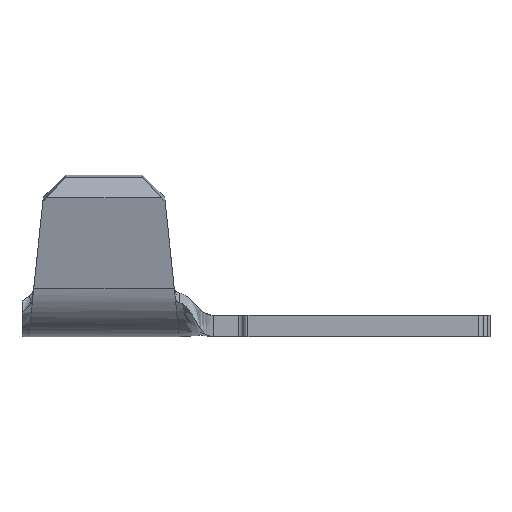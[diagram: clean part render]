
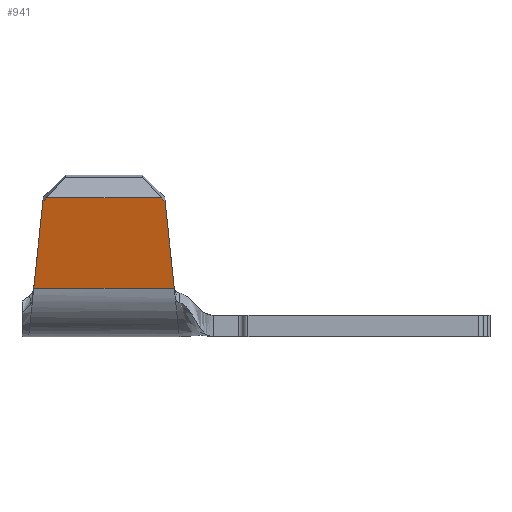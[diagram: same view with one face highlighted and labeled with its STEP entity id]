
A CAD part, top view. The second image highlights one B-rep face of the part: STEP entity #941.
In plain terms, the highlighted planar face has unit normal (0, -0.217, 0.976).
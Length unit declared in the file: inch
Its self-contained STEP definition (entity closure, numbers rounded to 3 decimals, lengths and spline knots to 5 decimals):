
#234 = FACE_OUTER_BOUND ( 'NONE', #861, .T. ) ;
#330 = LINE ( 'NONE', #1332, #5810 ) ;
#351 = DIRECTION ( 'NONE',  ( -0.707, -0.69, -0.153 ) ) ;
#377 = CARTESIAN_POINT ( 'NONE',  ( -0.55814, 0.12688, 0.10198 ) ) ;
#437 = DIRECTION ( 'NONE',  ( 0., -0.976, -0.217 ) ) ;
#449 = EDGE_CURVE ( 'NONE', #4389, #6807, #1598, .T. ) ;
#454 = DIRECTION ( 'NONE',  ( 0., -0.217, 0.976 ) ) ;
#525 = CARTESIAN_POINT ( 'NONE',  ( -0.502, 0.07206, 0.08981 ) ) ;
#577 = DIRECTION ( 'NONE',  ( 1., 0., 0. ) ) ;
#578 = PLANE ( 'NONE',  #2153 ) ;
#613 = CARTESIAN_POINT ( 'NONE',  ( -0.48072, 0.20243, 0.11876 ) ) ;
#762 = LINE ( 'NONE', #2429, #5156 ) ;
#861 = EDGE_LOOP ( 'NONE', ( #1966, #3475, #1361, #5268, #5397, #6677 ) ) ;
#941 = ADVANCED_FACE ( 'NONE', ( #234 ), #578, .T. ) ;
#982 = CARTESIAN_POINT ( 'NONE',  ( -0.49443, 0.07206, 0.08981 ) ) ;
#1020 = CARTESIAN_POINT ( 'NONE',  ( -0.49451, 0.07131, 0.08965 ) ) ;
#1113 = VERTEX_POINT ( 'NONE', #982 ) ;
#1140 = CARTESIAN_POINT ( 'NONE',  ( -0.502, 0.07206, 0.08981 ) ) ;
#1239 = EDGE_CURVE ( 'NONE', #1113, #3578, #2852, .T. ) ;
#1332 = CARTESIAN_POINT ( 'NONE',  ( -0.28585, 0.09371, 0.09462 ) ) ;
#1361 = ORIENTED_EDGE ( 'NONE', *, *, #449, .F. ) ;
#1401 = EDGE_CURVE ( 'NONE', #4389, #3601, #6491, .T. ) ;
#1415 = VECTOR ( 'NONE', #577, 39.37008 ) ;
#1584 = VECTOR ( 'NONE', #2616, 39.37008 ) ;
#1598 = LINE ( 'NONE', #5407, #5295 ) ;
#1966 = ORIENTED_EDGE ( 'NONE', *, *, #6409, .F. ) ;
#2153 = AXIS2_PLACEMENT_3D ( 'NONE', #525, #454, #437 ) ;
#2235 = CARTESIAN_POINT ( 'NONE',  ( -0.28357, 0.07206, 0.08981 ) ) ;
#2429 = CARTESIAN_POINT ( 'NONE',  ( -0.33289, 0.23719, 0.12648 ) ) ;
#2451 = EDGE_CURVE ( 'NONE', #1113, #3601, #2987, .T. ) ;
#2616 = DIRECTION ( 'NONE',  ( 0.102, 0.971, 0.216 ) ) ;
#2852 = LINE ( 'NONE', #1140, #1415 ) ;
#2987 = LINE ( 'NONE', #1020, #1584 ) ;
#3475 = ORIENTED_EDGE ( 'NONE', *, *, #6022, .T. ) ;
#3562 = VECTOR ( 'NONE', #351, 39.37008 ) ;
#3578 = VERTEX_POINT ( 'NONE', #2235 ) ;
#3601 = VERTEX_POINT ( 'NONE', #613 ) ;
#3742 = CARTESIAN_POINT ( 'NONE',  ( -0.30299, 0.20801, 0.12 ) ) ;
#4389 = VERTEX_POINT ( 'NONE', #6606 ) ;
#4946 = DIRECTION ( 'NONE',  ( 0.102, -0.971, -0.216 ) ) ;
#5019 = VERTEX_POINT ( 'NONE', #5162 ) ;
#5156 = VECTOR ( 'NONE', #6567, 39.37008 ) ;
#5162 = CARTESIAN_POINT ( 'NONE',  ( -0.29728, 0.20243, 0.11876 ) ) ;
#5268 = ORIENTED_EDGE ( 'NONE', *, *, #1401, .T. ) ;
#5295 = VECTOR ( 'NONE', #5350, 39.37008 ) ;
#5350 = DIRECTION ( 'NONE',  ( 1., 0., 0. ) ) ;
#5397 = ORIENTED_EDGE ( 'NONE', *, *, #2451, .F. ) ;
#5407 = CARTESIAN_POINT ( 'NONE',  ( -0.502, 0.20801, 0.12 ) ) ;
#5810 = VECTOR ( 'NONE', #4946, 39.37008 ) ;
#6022 = EDGE_CURVE ( 'NONE', #5019, #6807, #762, .T. ) ;
#6409 = EDGE_CURVE ( 'NONE', #5019, #3578, #330, .T. ) ;
#6491 = LINE ( 'NONE', #377, #3562 ) ;
#6567 = DIRECTION ( 'NONE',  ( -0.707, 0.69, 0.153 ) ) ;
#6606 = CARTESIAN_POINT ( 'NONE',  ( -0.47501, 0.20801, 0.12 ) ) ;
#6677 = ORIENTED_EDGE ( 'NONE', *, *, #1239, .T. ) ;
#6807 = VERTEX_POINT ( 'NONE', #3742 ) ;
